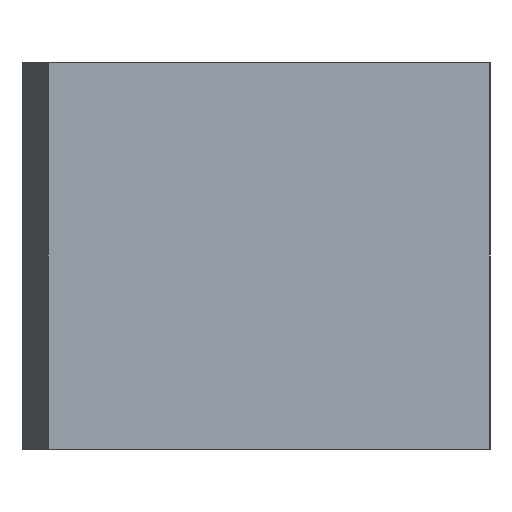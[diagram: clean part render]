
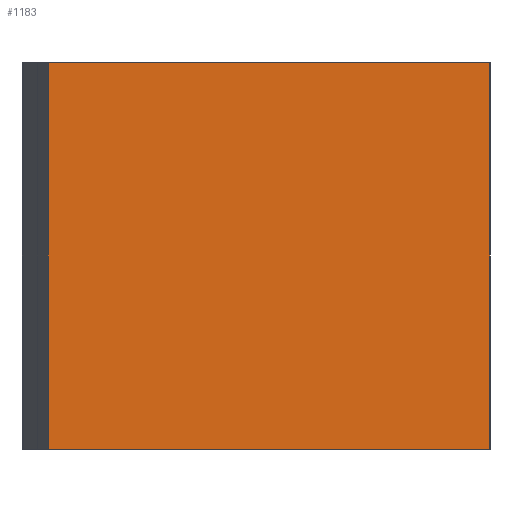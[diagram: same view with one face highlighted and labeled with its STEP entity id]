
A CAD part, left-side view. The second image highlights one B-rep face of the part: STEP entity #1183.
In plain terms, the highlighted face is planar.
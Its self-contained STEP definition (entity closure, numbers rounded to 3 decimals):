
#49=PLANE('',#1269);
#106=FACE_OUTER_BOUND('',#174,.T.);
#174=EDGE_LOOP('',(#964,#965,#966,#967));
#308=LINE('',#3381,#404);
#315=LINE('',#3401,#411);
#326=LINE('',#3423,#422);
#330=LINE('',#3430,#426);
#404=VECTOR('',#1407,10.);
#411=VECTOR('',#1426,10.);
#422=VECTOR('',#1447,10.);
#426=VECTOR('',#1455,10.);
#530=VERTEX_POINT('',#3378);
#531=VERTEX_POINT('',#3380);
#538=VERTEX_POINT('',#3400);
#544=VERTEX_POINT('',#3422);
#672=EDGE_CURVE('',#530,#531,#308,.T.);
#681=EDGE_CURVE('',#538,#531,#315,.T.);
#692=EDGE_CURVE('',#544,#538,#326,.T.);
#696=EDGE_CURVE('',#544,#530,#330,.T.);
#964=ORIENTED_EDGE('',*,*,#696,.F.);
#965=ORIENTED_EDGE('',*,*,#692,.T.);
#966=ORIENTED_EDGE('',*,*,#681,.T.);
#967=ORIENTED_EDGE('',*,*,#672,.F.);
#1183=ADVANCED_FACE('',(#106),#49,.T.);
#1269=AXIS2_PLACEMENT_3D('',#3429,#1453,#1454);
#1407=DIRECTION('',(0.,0.,-1.));
#1426=DIRECTION('',(0.,1.,0.));
#1447=DIRECTION('',(0.,0.,-1.));
#1453=DIRECTION('center_axis',(1.,0.,0.));
#1454=DIRECTION('ref_axis',(0.,1.,0.));
#1455=DIRECTION('',(0.,1.,0.));
#3378=CARTESIAN_POINT('',(24.756,5.25,8.125));
#3380=CARTESIAN_POINT('',(24.756,5.25,-23.875));
#3381=CARTESIAN_POINT('',(24.756,5.25,-20.875));
#3400=CARTESIAN_POINT('',(24.756,-22.75,-23.875));
#3401=CARTESIAN_POINT('',(24.756,-0.75,-23.875));
#3422=CARTESIAN_POINT('',(24.756,-22.75,8.125));
#3423=CARTESIAN_POINT('',(24.756,-22.75,-20.875));
#3429=CARTESIAN_POINT('Origin',(24.756,-22.75,-20.875));
#3430=CARTESIAN_POINT('',(24.756,-0.75,8.125));
